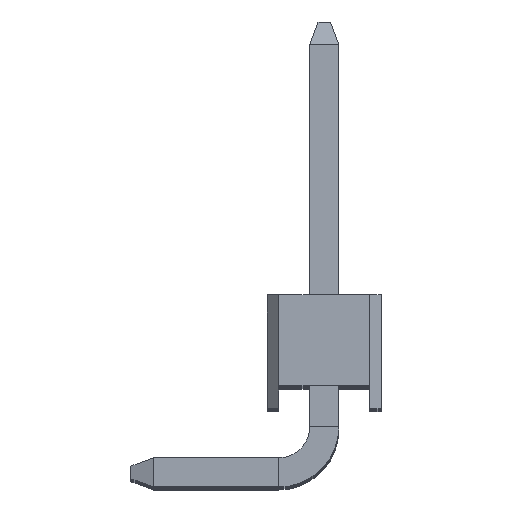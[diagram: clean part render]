
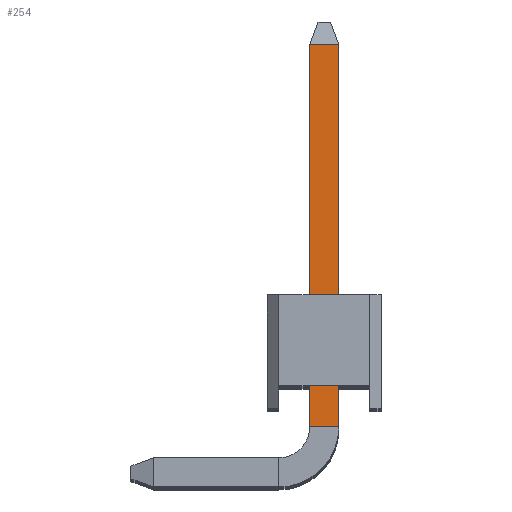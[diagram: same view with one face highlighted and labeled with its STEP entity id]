
A CAD part, top view. The second image highlights one B-rep face of the part: STEP entity #254.
In plain terms, the highlighted planar face has unit normal (0, 0, 1).
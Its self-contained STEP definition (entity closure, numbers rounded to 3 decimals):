
#16 = EDGE_CURVE ( 'NONE', #919, #839, #324, .T. ) ;
#23 = CARTESIAN_POINT ( 'NONE',  ( -0.32, 1.65, 0.32 ) ) ;
#68 = VERTEX_POINT ( 'NONE', #1401 ) ;
#72 = EDGE_CURVE ( 'NONE', #294, #919, #140, .T. ) ;
#140 = LINE ( 'NONE', #715, #910 ) ;
#142 = LINE ( 'NONE', #598, #147 ) ;
#147 = VECTOR ( 'NONE', #488, 1000. ) ;
#239 = VECTOR ( 'NONE', #1183, 1000. ) ;
#254 = ADVANCED_FACE ( 'NONE', ( #1431 ), #418, .T. ) ;
#294 = VERTEX_POINT ( 'NONE', #532 ) ;
#324 = LINE ( 'NONE', #23, #622 ) ;
#352 = DIRECTION ( 'NONE',  ( 1., 0., 0. ) ) ;
#418 = PLANE ( 'NONE',  #1054 ) ;
#424 = ORIENTED_EDGE ( 'NONE', *, *, #1170, .T. ) ;
#488 = DIRECTION ( 'NONE',  ( 0., 1., 0. ) ) ;
#532 = CARTESIAN_POINT ( 'NONE',  ( -0.32, -6.75, 0.32 ) ) ;
#591 = ORIENTED_EDGE ( 'NONE', *, *, #16, .F. ) ;
#598 = CARTESIAN_POINT ( 'NONE',  ( 0.32, -7.25, 0.32 ) ) ;
#622 = VECTOR ( 'NONE', #352, 1000. ) ;
#627 = CARTESIAN_POINT ( 'NONE',  ( -0.32, -7.25, 0.32 ) ) ;
#708 = DIRECTION ( 'NONE',  ( 0., 1., 0. ) ) ;
#715 = CARTESIAN_POINT ( 'NONE',  ( -0.32, -7.25, 0.32 ) ) ;
#799 = ORIENTED_EDGE ( 'NONE', *, *, #72, .F. ) ;
#839 = VERTEX_POINT ( 'NONE', #1117 ) ;
#848 = EDGE_CURVE ( 'NONE', #294, #68, #1420, .T. ) ;
#859 = ORIENTED_EDGE ( 'NONE', *, *, #848, .T. ) ;
#910 = VECTOR ( 'NONE', #708, 1000. ) ;
#919 = VERTEX_POINT ( 'NONE', #1346 ) ;
#1054 = AXIS2_PLACEMENT_3D ( 'NONE', #627, #1319, #1082 ) ;
#1082 = DIRECTION ( 'NONE',  ( 1., 0., 0. ) ) ;
#1117 = CARTESIAN_POINT ( 'NONE',  ( 0.32, 1.65, 0.32 ) ) ;
#1170 = EDGE_CURVE ( 'NONE', #68, #839, #142, .T. ) ;
#1183 = DIRECTION ( 'NONE',  ( 1., 0., 0. ) ) ;
#1211 = CARTESIAN_POINT ( 'NONE',  ( 0.32, -6.75, 0.32 ) ) ;
#1268 = EDGE_LOOP ( 'NONE', ( #799, #859, #424, #591 ) ) ;
#1319 = DIRECTION ( 'NONE',  ( 0., 0., 1. ) ) ;
#1346 = CARTESIAN_POINT ( 'NONE',  ( -0.32, 1.65, 0.32 ) ) ;
#1401 = CARTESIAN_POINT ( 'NONE',  ( 0.32, -6.75, 0.32 ) ) ;
#1420 = LINE ( 'NONE', #1211, #239 ) ;
#1431 = FACE_OUTER_BOUND ( 'NONE', #1268, .T. ) ;
